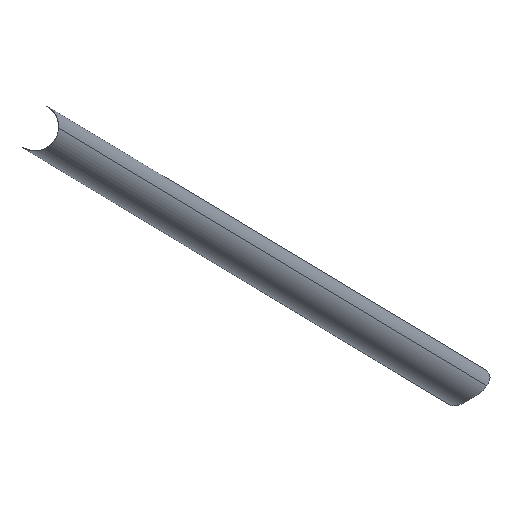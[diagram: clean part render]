
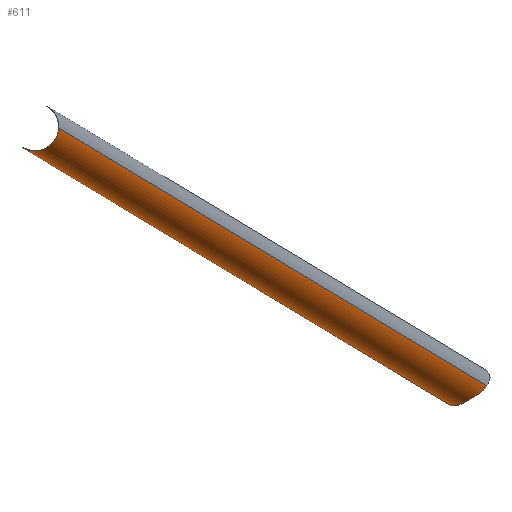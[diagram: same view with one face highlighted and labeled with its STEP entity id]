
A CAD part, front view. The second image highlights one B-rep face of the part: STEP entity #611.
In plain terms, the highlighted cylindrical face has radius 7.5 mm (diameter 15 mm), a partial arc.
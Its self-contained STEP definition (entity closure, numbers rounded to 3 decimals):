
#91=CARTESIAN_POINT('Vertex',(-1431.79,312.844,172.416)) ;
#95=CARTESIAN_POINT('Control Point',(-1443.869,318.666,167.495)) ;
#96=CARTESIAN_POINT('Control Point',(-1443.779,317.618,167.074)) ;
#97=CARTESIAN_POINT('Control Point',(-1443.633,316.538,166.744)) ;
#98=CARTESIAN_POINT('Control Point',(-1443.434,315.448,166.491)) ;
#99=CARTESIAN_POINT('Control Point',(-1443.018,313.682,166.197)) ;
#100=CARTESIAN_POINT('Control Point',(-1442.397,311.959,166.102)) ;
#101=CARTESIAN_POINT('Control Point',(-1442.126,311.315,166.096)) ;
#102=CARTESIAN_POINT('Control Point',(-1441.594,310.245,166.144)) ;
#103=CARTESIAN_POINT('Control Point',(-1440.914,309.279,166.31)) ;
#104=CARTESIAN_POINT('Control Point',(-1440.604,308.902,166.402)) ;
#105=CARTESIAN_POINT('Control Point',(-1440.002,308.304,166.609)) ;
#106=CARTESIAN_POINT('Control Point',(-1439.311,307.862,166.9)) ;
#107=CARTESIAN_POINT('Control Point',(-1438.998,307.708,167.041)) ;
#108=CARTESIAN_POINT('Control Point',(-1438.367,307.488,167.344)) ;
#109=CARTESIAN_POINT('Control Point',(-1437.721,307.428,167.686)) ;
#110=CARTESIAN_POINT('Control Point',(-1437.409,307.438,167.859)) ;
#111=CARTESIAN_POINT('Control Point',(-1436.753,307.53,168.237)) ;
#112=CARTESIAN_POINT('Control Point',(-1436.135,307.757,168.624)) ;
#113=CARTESIAN_POINT('Control Point',(-1435.819,307.909,168.83)) ;
#114=CARTESIAN_POINT('Control Point',(-1434.531,308.664,169.702)) ;
#115=CARTESIAN_POINT('Control Point',(-1433.486,309.799,170.547)) ;
#116=CARTESIAN_POINT('Control Point',(-1432.812,310.749,171.17)) ;
#117=CARTESIAN_POINT('Control Point',(-1432.242,311.773,171.791)) ;
#118=CARTESIAN_POINT('Control Point',(-1431.79,312.844,172.416)) ;
#119=CARTESIAN_POINT('Vertex',(-1443.869,318.666,167.495)) ;
#277=CARTESIAN_POINT('Vertex',(-1447.072,315.21,173.296)) ;
#280=CARTESIAN_POINT('Line Origine',(-1508.566,169.492,210.3)) ;
#284=CARTESIAN_POINT('Vertex',(-1568.134,28.337,246.145)) ;
#358=CARTESIAN_POINT('Vertex',(-1564.46,-1.537,252.25)) ;
#361=CARTESIAN_POINT('Line Origine',(-1494.746,163.66,210.3)) ;
#409=CARTESIAN_POINT('Control Point',(-1575.819,0.,246.174)) ;
#410=CARTESIAN_POINT('Control Point',(-1575.724,0.474,246.117)) ;
#411=CARTESIAN_POINT('Control Point',(-1575.629,0.949,246.061)) ;
#412=CARTESIAN_POINT('Control Point',(-1575.55,1.33,246.019)) ;
#413=CARTESIAN_POINT('Control Point',(-1575.413,2.,245.945)) ;
#414=CARTESIAN_POINT('Control Point',(-1575.273,2.67,245.875)) ;
#415=CARTESIAN_POINT('Control Point',(-1575.193,3.051,245.835)) ;
#416=CARTESIAN_POINT('Control Point',(-1574.923,4.325,245.709)) ;
#417=CARTESIAN_POINT('Control Point',(-1574.645,5.599,245.596)) ;
#418=CARTESIAN_POINT('Control Point',(-1574.467,6.398,245.53)) ;
#419=CARTESIAN_POINT('Control Point',(-1573.809,9.308,245.31)) ;
#420=CARTESIAN_POINT('Control Point',(-1573.108,12.212,245.162)) ;
#421=CARTESIAN_POINT('Control Point',(-1572.581,14.297,245.097)) ;
#422=CARTESIAN_POINT('Control Point',(-1571.671,17.718,245.064)) ;
#423=CARTESIAN_POINT('Control Point',(-1570.671,21.109,245.195)) ;
#424=CARTESIAN_POINT('Control Point',(-1570.272,22.403,245.273)) ;
#425=CARTESIAN_POINT('Control Point',(-1569.628,24.392,245.444)) ;
#426=CARTESIAN_POINT('Control Point',(-1568.924,26.347,245.731)) ;
#427=CARTESIAN_POINT('Control Point',(-1568.673,27.017,245.846)) ;
#428=CARTESIAN_POINT('Control Point',(-1568.41,27.683,245.981)) ;
#429=CARTESIAN_POINT('Control Point',(-1568.134,28.337,246.145)) ;
#430=CARTESIAN_POINT('Vertex',(-1575.819,0.,246.174)) ;
#434=CARTESIAN_POINT('Control Point',(-1575.819,0.,246.174)) ;
#435=CARTESIAN_POINT('Control Point',(-1575.581,-0.065,246.03)) ;
#436=CARTESIAN_POINT('Control Point',(-1575.335,-0.129,245.898)) ;
#437=CARTESIAN_POINT('Control Point',(-1575.131,-0.181,245.803)) ;
#438=CARTESIAN_POINT('Control Point',(-1574.768,-0.273,245.642)) ;
#439=CARTESIAN_POINT('Control Point',(-1574.396,-0.364,245.505)) ;
#440=CARTESIAN_POINT('Control Point',(-1574.183,-0.416,245.431)) ;
#441=CARTESIAN_POINT('Control Point',(-1572.561,-0.794,244.976)) ;
#442=CARTESIAN_POINT('Control Point',(-1570.826,-1.14,244.979)) ;
#443=CARTESIAN_POINT('Control Point',(-1569.392,-1.384,245.329)) ;
#444=CARTESIAN_POINT('Control Point',(-1566.996,-1.711,246.587)) ;
#445=CARTESIAN_POINT('Control Point',(-1565.353,-1.781,248.733)) ;
#446=CARTESIAN_POINT('Control Point',(-1564.814,-1.754,249.854)) ;
#447=CARTESIAN_POINT('Control Point',(-1564.516,-1.67,251.049)) ;
#448=CARTESIAN_POINT('Control Point',(-1564.46,-1.537,252.25)) ;
#590=CARTESIAN_POINT('Axis2P3D Location',(-1501.656,166.576,210.3)) ;
#596=CARTESIAN_POINT('Control Point',(-1443.869,318.666,167.495)) ;
#597=CARTESIAN_POINT('Control Point',(-1444.787,317.992,168.486)) ;
#598=CARTESIAN_POINT('Control Point',(-1445.588,317.272,169.557)) ;
#599=CARTESIAN_POINT('Control Point',(-1446.262,316.551,170.698)) ;
#600=CARTESIAN_POINT('Control Point',(-1446.812,315.826,171.943)) ;
#601=CARTESIAN_POINT('Control Point',(-1447.072,315.21,173.296)) ;
#281=DIRECTION('Vector Direction',(-0.379,-0.897,0.228)) ;
#362=DIRECTION('Vector Direction',(-0.379,-0.897,0.228)) ;
#591=DIRECTION('Axis2P3D Direction',(-0.379,-0.897,0.228)) ;
#592=DIRECTION('Axis2P3D XDirection',(-0.921,0.389,0.)) ;
#593=AXIS2_PLACEMENT_3D('Cylinder Axis2P3D',#590,#591,#592) ;
#604=ORIENTED_EDGE('',*,*,#365,.T.) ;
#605=ORIENTED_EDGE('',*,*,#449,.F.) ;
#606=ORIENTED_EDGE('',*,*,#432,.T.) ;
#607=ORIENTED_EDGE('',*,*,#286,.F.) ;
#608=ORIENTED_EDGE('',*,*,#602,.F.) ;
#609=ORIENTED_EDGE('',*,*,#121,.T.) ;
#282=VECTOR('Line Direction',#281,1.) ;
#363=VECTOR('Line Direction',#362,1.) ;
#611=ADVANCED_FACE('Corps principal',(#610),#594,.T.) ;
#94=B_SPLINE_CURVE_WITH_KNOTS('',5,(#95,#96,#97,#98,#99,#100,#101,#102,#103,#104,#105,#106,#107,#108,#109,#110,#111,#112,#113,#114,#115,#116,#117,#118),.UNSPECIFIED.,.F.,.U.,(6,3,3,3,3,3,3,6),(8.952,16.962,21.892,25.371,28.015,30.523,33.387,42.72),.UNSPECIFIED.) ;
#408=B_SPLINE_CURVE_WITH_KNOTS('',5,(#409,#410,#411,#412,#413,#414,#415,#416,#417,#418,#419,#420,#421,#422,#423,#424,#425,#426,#427,#428,#429),.UNSPECIFIED.,.F.,.U.,(6,3,3,3,3,3,6),(0.,3.443,6.887,12.695,28.037,37.71,42.86),.UNSPECIFIED.) ;
#433=B_SPLINE_CURVE_WITH_KNOTS('',5,(#434,#435,#436,#437,#438,#439,#440,#441,#442,#443,#444,#445,#446,#447,#448),.UNSPECIFIED.,.F.,.U.,(6,3,3,3,6),(0.,2.021,4.043,14.215,22.768),.UNSPECIFIED.) ;
#595=B_SPLINE_CURVE_WITH_KNOTS('',5,(#596,#597,#598,#599,#600,#601),.UNSPECIFIED.,.F.,.U.,(6,6),(9.113,19.788),.UNSPECIFIED.) ;
#594=CYLINDRICAL_SURFACE('generated cylinder',#593,7.5) ;
#121=EDGE_CURVE('',#120,#92,#94,.T.) ;
#286=EDGE_CURVE('',#278,#285,#283,.T.) ;
#365=EDGE_CURVE('',#92,#359,#364,.T.) ;
#432=EDGE_CURVE('',#431,#285,#408,.T.) ;
#449=EDGE_CURVE('',#431,#359,#433,.T.) ;
#602=EDGE_CURVE('',#120,#278,#595,.T.) ;
#603=EDGE_LOOP('',(#604,#605,#606,#607,#608,#609)) ;
#610=FACE_OUTER_BOUND('',#603,.T.) ;
#283=LINE('Line',#280,#282) ;
#364=LINE('Line',#361,#363) ;
#92=VERTEX_POINT('',#91) ;
#120=VERTEX_POINT('',#119) ;
#278=VERTEX_POINT('',#277) ;
#285=VERTEX_POINT('',#284) ;
#359=VERTEX_POINT('',#358) ;
#431=VERTEX_POINT('',#430) ;
